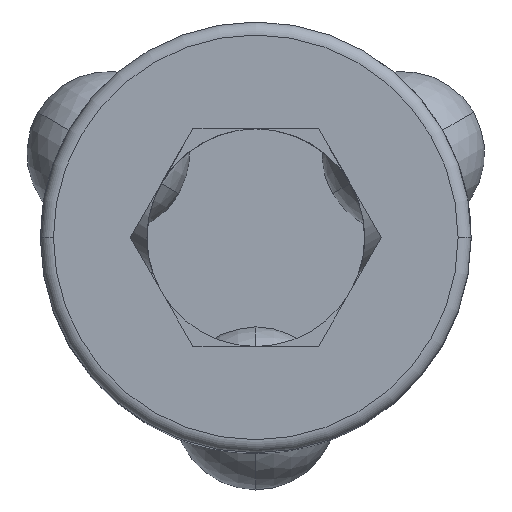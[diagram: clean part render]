
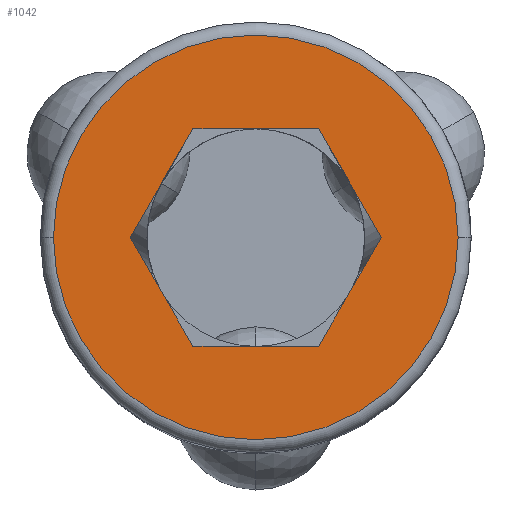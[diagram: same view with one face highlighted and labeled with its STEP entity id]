
A CAD part, top view. The second image highlights one B-rep face of the part: STEP entity #1042.
In plain terms, the highlighted planar face has unit normal (0, 0, 1).
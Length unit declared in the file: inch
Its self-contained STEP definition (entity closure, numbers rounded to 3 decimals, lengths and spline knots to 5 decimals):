
#28 = CARTESIAN_POINT ( 'NONE',  ( -0.07217, -0.125, 1.5 ) ) ;
#51 = CARTESIAN_POINT ( 'NONE',  ( -0.07217, -0.125, 1.5 ) ) ;
#103 = EDGE_CURVE ( 'NONE', #3790, #867, #3605, .T. ) ;
#145 = DIRECTION ( 'NONE',  ( 0.5, -0.866, 0. ) ) ;
#179 = EDGE_CURVE ( 'NONE', #1015, #2574, #1555, .T. ) ;
#196 = ORIENTED_EDGE ( 'NONE', *, *, #179, .F. ) ;
#234 = CARTESIAN_POINT ( 'NONE',  ( -0.14434, 0., 1.5 ) ) ;
#253 = LINE ( 'NONE', #2842, #3170 ) ;
#403 = VERTEX_POINT ( 'NONE', #4284 ) ;
#436 = EDGE_LOOP ( 'NONE', ( #1114, #1641 ) ) ;
#579 = VECTOR ( 'NONE', #1849, 39.37008 ) ;
#867 = VERTEX_POINT ( 'NONE', #3815 ) ;
#946 = CARTESIAN_POINT ( 'NONE',  ( 0.07217, -0.125, 1.5 ) ) ;
#1015 = VERTEX_POINT ( 'NONE', #51 ) ;
#1042 = ADVANCED_FACE ( 'NONE', ( #4084, #2086 ), #2942, .T. ) ;
#1061 = VERTEX_POINT ( 'NONE', #2213 ) ;
#1088 = DIRECTION ( 'NONE',  ( 1., 0., 0. ) ) ;
#1112 = CARTESIAN_POINT ( 'NONE',  ( 0., 0., 1.5 ) ) ;
#1114 = ORIENTED_EDGE ( 'NONE', *, *, #3019, .T. ) ;
#1469 = AXIS2_PLACEMENT_3D ( 'NONE', #3992, #2915, #1088 ) ;
#1555 = LINE ( 'NONE', #28, #579 ) ;
#1572 = EDGE_CURVE ( 'NONE', #2574, #3951, #2238, .T. ) ;
#1641 = ORIENTED_EDGE ( 'NONE', *, *, #103, .T. ) ;
#1692 = CIRCLE ( 'NONE', #2157, 0.2325 ) ;
#1823 = EDGE_CURVE ( 'NONE', #3951, #403, #2546, .T. ) ;
#1842 = LINE ( 'NONE', #4464, #4478 ) ;
#1849 = DIRECTION ( 'NONE',  ( 1., 0., 0. ) ) ;
#1922 = ORIENTED_EDGE ( 'NONE', *, *, #4151, .F. ) ;
#1941 = EDGE_CURVE ( 'NONE', #1061, #2613, #2314, .T. ) ;
#2086 = FACE_BOUND ( 'NONE', #3181, .T. ) ;
#2139 = VECTOR ( 'NONE', #4396, 39.37008 ) ;
#2157 = AXIS2_PLACEMENT_3D ( 'NONE', #2172, #4667, #2536 ) ;
#2172 = CARTESIAN_POINT ( 'NONE',  ( 0., 0., 1.5 ) ) ;
#2213 = CARTESIAN_POINT ( 'NONE',  ( -0.07217, 0.125, 1.5 ) ) ;
#2225 = DIRECTION ( 'NONE',  ( -1., 0., 0. ) ) ;
#2238 = LINE ( 'NONE', #4048, #2139 ) ;
#2241 = DIRECTION ( 'NONE',  ( 0., 0., 1. ) ) ;
#2314 = LINE ( 'NONE', #4115, #2438 ) ;
#2438 = VECTOR ( 'NONE', #4465, 39.37008 ) ;
#2536 = DIRECTION ( 'NONE',  ( 1., 0., 0. ) ) ;
#2546 = LINE ( 'NONE', #2668, #4318 ) ;
#2574 = VERTEX_POINT ( 'NONE', #946 ) ;
#2578 = DIRECTION ( 'NONE',  ( 1., 0., 0. ) ) ;
#2613 = VERTEX_POINT ( 'NONE', #234 ) ;
#2668 = CARTESIAN_POINT ( 'NONE',  ( 0.14434, 0., 1.5 ) ) ;
#2842 = CARTESIAN_POINT ( 'NONE',  ( 0.07217, 0.125, 1.5 ) ) ;
#2915 = DIRECTION ( 'NONE',  ( 0., 0., 1. ) ) ;
#2942 = PLANE ( 'NONE',  #3184 ) ;
#3019 = EDGE_CURVE ( 'NONE', #867, #3790, #1692, .T. ) ;
#3031 = DIRECTION ( 'NONE',  ( -0.5, 0.866, 0. ) ) ;
#3170 = VECTOR ( 'NONE', #2225, 39.37008 ) ;
#3181 = EDGE_LOOP ( 'NONE', ( #3272, #1922, #4323, #3221, #196, #3355 ) ) ;
#3184 = AXIS2_PLACEMENT_3D ( 'NONE', #1112, #2241, #2578 ) ;
#3221 = ORIENTED_EDGE ( 'NONE', *, *, #1572, .F. ) ;
#3272 = ORIENTED_EDGE ( 'NONE', *, *, #1941, .F. ) ;
#3355 = ORIENTED_EDGE ( 'NONE', *, *, #4316, .F. ) ;
#3605 = CIRCLE ( 'NONE', #1469, 0.2325 ) ;
#3790 = VERTEX_POINT ( 'NONE', #3828 ) ;
#3815 = CARTESIAN_POINT ( 'NONE',  ( 0.2325, 0., 1.5 ) ) ;
#3828 = CARTESIAN_POINT ( 'NONE',  ( -0.2325, 0., 1.5 ) ) ;
#3951 = VERTEX_POINT ( 'NONE', #4237 ) ;
#3992 = CARTESIAN_POINT ( 'NONE',  ( 0., 0., 1.5 ) ) ;
#4048 = CARTESIAN_POINT ( 'NONE',  ( 0.07217, -0.125, 1.5 ) ) ;
#4084 = FACE_OUTER_BOUND ( 'NONE', #436, .T. ) ;
#4115 = CARTESIAN_POINT ( 'NONE',  ( -0.07217, 0.125, 1.5 ) ) ;
#4151 = EDGE_CURVE ( 'NONE', #403, #1061, #253, .T. ) ;
#4237 = CARTESIAN_POINT ( 'NONE',  ( 0.14434, 0., 1.5 ) ) ;
#4284 = CARTESIAN_POINT ( 'NONE',  ( 0.07217, 0.125, 1.5 ) ) ;
#4316 = EDGE_CURVE ( 'NONE', #2613, #1015, #1842, .T. ) ;
#4318 = VECTOR ( 'NONE', #3031, 39.37008 ) ;
#4323 = ORIENTED_EDGE ( 'NONE', *, *, #1823, .F. ) ;
#4396 = DIRECTION ( 'NONE',  ( 0.5, 0.866, 0. ) ) ;
#4464 = CARTESIAN_POINT ( 'NONE',  ( -0.14434, 0., 1.5 ) ) ;
#4465 = DIRECTION ( 'NONE',  ( -0.5, -0.866, 0. ) ) ;
#4478 = VECTOR ( 'NONE', #145, 39.37008 ) ;
#4667 = DIRECTION ( 'NONE',  ( 0., 0., 1. ) ) ;
